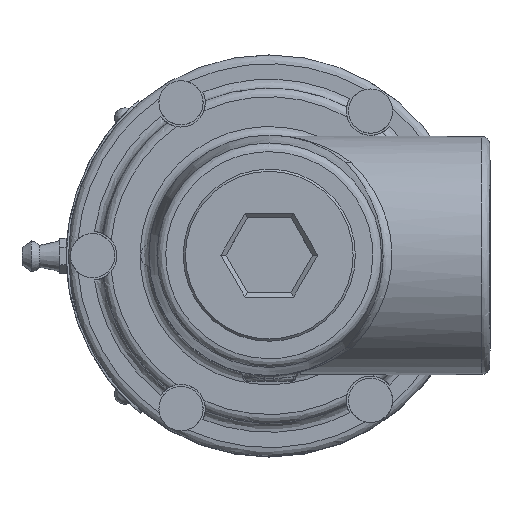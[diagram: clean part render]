
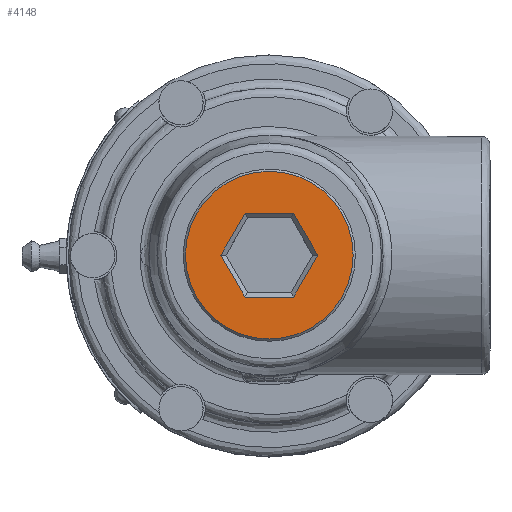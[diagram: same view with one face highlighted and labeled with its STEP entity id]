
A CAD part, top view. The second image highlights one B-rep face of the part: STEP entity #4148.
In plain terms, the highlighted planar face has unit normal (0, 0, 1).
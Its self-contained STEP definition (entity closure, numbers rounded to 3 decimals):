
#546 = EDGE_LOOP ( 'NONE', ( #5215 ) ) ;
#813 = CARTESIAN_POINT ( 'NONE',  ( 0., 0., 142.5 ) ) ;
#1000 = VERTEX_POINT ( 'NONE', #1887 ) ;
#1024 = AXIS2_PLACEMENT_3D ( 'NONE', #11954, #18700, #12171 ) ;
#1155 = LINE ( 'NONE', #1897, #11539 ) ;
#1639 = ORIENTED_EDGE ( 'NONE', *, *, #14531, .T. ) ;
#1663 = VERTEX_POINT ( 'NONE', #16824 ) ;
#1681 = VERTEX_POINT ( 'NONE', #13215 ) ;
#1887 = CARTESIAN_POINT ( 'NONE',  ( 0., 19., 142.5 ) ) ;
#1897 = CARTESIAN_POINT ( 'NONE',  ( -5.485, -9.5, 142.5 ) ) ;
#2203 = DIRECTION ( 'NONE',  ( 0.5, -0.866, 0. ) ) ;
#2643 = EDGE_CURVE ( 'NONE', #8120, #17573, #4821, .T. ) ;
#3309 = DIRECTION ( 'NONE',  ( -1., 0., 0. ) ) ;
#3647 = VERTEX_POINT ( 'NONE', #3699 ) ;
#3692 = ORIENTED_EDGE ( 'NONE', *, *, #2643, .T. ) ;
#3699 = CARTESIAN_POINT ( 'NONE',  ( -10.97, 0., 142.5 ) ) ;
#3905 = FACE_BOUND ( 'NONE', #16928, .T. ) ;
#3997 = DIRECTION ( 'NONE',  ( 0., 1., 0. ) ) ;
#4148 = ADVANCED_FACE ( 'NONE', ( #3905, #16535 ), #8727, .T. ) ;
#4172 = EDGE_CURVE ( 'NONE', #1681, #10455, #5847, .T. ) ;
#4821 = LINE ( 'NONE', #9365, #17703 ) ;
#5215 = ORIENTED_EDGE ( 'NONE', *, *, #17900, .F. ) ;
#5409 = LINE ( 'NONE', #18173, #8786 ) ;
#5410 = ORIENTED_EDGE ( 'NONE', *, *, #6693, .T. ) ;
#5414 = LINE ( 'NONE', #11972, #8790 ) ;
#5551 = ORIENTED_EDGE ( 'NONE', *, *, #17314, .T. ) ;
#5847 = LINE ( 'NONE', #14103, #7389 ) ;
#5873 = DIRECTION ( 'NONE',  ( 0., 0., -1. ) ) ;
#6568 = LINE ( 'NONE', #10601, #11456 ) ;
#6693 = EDGE_CURVE ( 'NONE', #17573, #1681, #6568, .T. ) ;
#7172 = DIRECTION ( 'NONE',  ( 0.5, 0.866, 0. ) ) ;
#7389 = VECTOR ( 'NONE', #18968, 1000. ) ;
#7778 = DIRECTION ( 'NONE',  ( 1., 0., 0. ) ) ;
#8120 = VERTEX_POINT ( 'NONE', #19658 ) ;
#8727 = PLANE ( 'NONE',  #1024 ) ;
#8786 = VECTOR ( 'NONE', #3309, 1000. ) ;
#8790 = VECTOR ( 'NONE', #7172, 1000. ) ;
#9365 = CARTESIAN_POINT ( 'NONE',  ( 0., 9.5, 142.5 ) ) ;
#10455 = VERTEX_POINT ( 'NONE', #18507 ) ;
#10601 = CARTESIAN_POINT ( 'NONE',  ( 5.485, 9.5, 142.5 ) ) ;
#11456 = VECTOR ( 'NONE', #2203, 1000. ) ;
#11539 = VECTOR ( 'NONE', #14976, 1000. ) ;
#11769 = EDGE_CURVE ( 'NONE', #1663, #3647, #1155, .T. ) ;
#11786 = AXIS2_PLACEMENT_3D ( 'NONE', #813, #5873, #3997 ) ;
#11954 = CARTESIAN_POINT ( 'NONE',  ( 0., 0., 142.5 ) ) ;
#11972 = CARTESIAN_POINT ( 'NONE',  ( -10.97, 0., 142.5 ) ) ;
#12171 = DIRECTION ( 'NONE',  ( 1., 0., 0. ) ) ;
#13215 = CARTESIAN_POINT ( 'NONE',  ( 10.97, 0., 142.5 ) ) ;
#14103 = CARTESIAN_POINT ( 'NONE',  ( 10.97, 0., 142.5 ) ) ;
#14531 = EDGE_CURVE ( 'NONE', #3647, #8120, #5414, .T. ) ;
#14976 = DIRECTION ( 'NONE',  ( -0.5, 0.866, 0. ) ) ;
#15391 = CARTESIAN_POINT ( 'NONE',  ( 5.485, 9.5, 142.5 ) ) ;
#16535 = FACE_OUTER_BOUND ( 'NONE', #546, .T. ) ;
#16624 = ORIENTED_EDGE ( 'NONE', *, *, #11769, .T. ) ;
#16824 = CARTESIAN_POINT ( 'NONE',  ( -5.485, -9.5, 142.5 ) ) ;
#16928 = EDGE_LOOP ( 'NONE', ( #5551, #16624, #1639, #3692, #5410, #19868 ) ) ;
#17314 = EDGE_CURVE ( 'NONE', #10455, #1663, #5409, .T. ) ;
#17573 = VERTEX_POINT ( 'NONE', #15391 ) ;
#17703 = VECTOR ( 'NONE', #7778, 1000. ) ;
#17900 = EDGE_CURVE ( 'NONE', #1000, #1000, #20204, .T. ) ;
#18173 = CARTESIAN_POINT ( 'NONE',  ( 0., -9.5, 142.5 ) ) ;
#18507 = CARTESIAN_POINT ( 'NONE',  ( 5.485, -9.5, 142.5 ) ) ;
#18700 = DIRECTION ( 'NONE',  ( 0., 0., 1. ) ) ;
#18968 = DIRECTION ( 'NONE',  ( -0.5, -0.866, 0. ) ) ;
#19658 = CARTESIAN_POINT ( 'NONE',  ( -5.485, 9.5, 142.5 ) ) ;
#19868 = ORIENTED_EDGE ( 'NONE', *, *, #4172, .T. ) ;
#20204 = CIRCLE ( 'NONE', #11786, 19. ) ;
